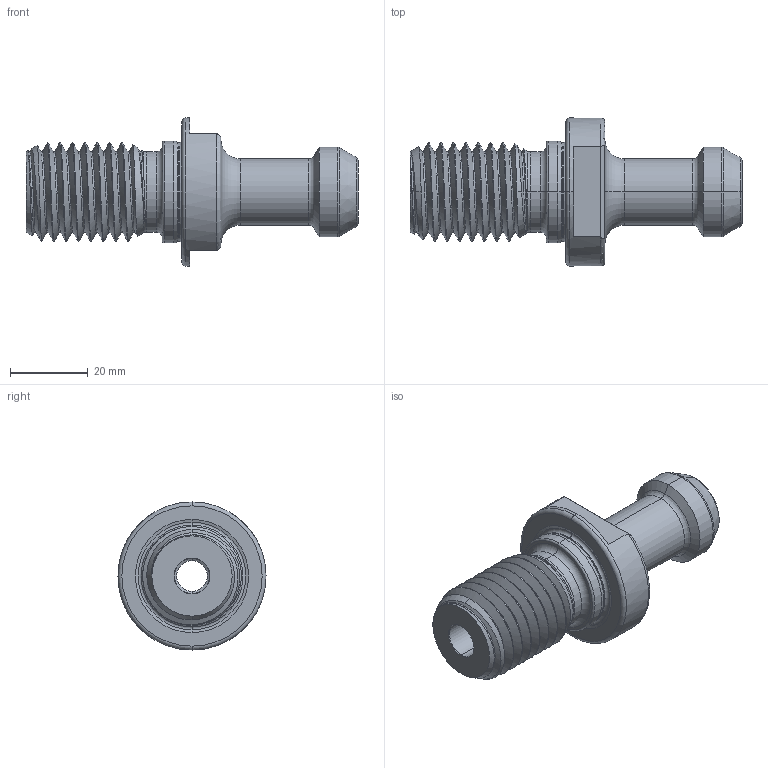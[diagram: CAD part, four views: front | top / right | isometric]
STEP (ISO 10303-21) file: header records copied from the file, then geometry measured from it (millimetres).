
FILE_DESCRIPTION (( 'STEP AP214' ), '1' );
FILE_NAME ('5014TRKC -MF.STEP', '2022-03-17T04:38:27', ( '' ), ( '' ), 'SwSTEP 2.0', 'SolidWorks 2021', '' );
FILE_SCHEMA (( 'AUTOMOTIVE_DESIGN' ));
Length unit declared in the file: millimetre
Products named in the file (1): 5014TRKC -MF
Bounding box: 85.2 x 38 x 38 mm (x, y, z)
Volume: 31865.5 mm3; surface area: 12011.6 mm2
Topology: 1 solids, 1 shells, 90 faces, 209 edges, 124 vertices
Faces by surface type: cylinder 31, torus 22, cone 22, plane 12, bspline 3
Entity records: 6736 total; most frequent: CARTESIAN_POINT 3753, DIRECTION 420, ORIENTED_EDGE 418, EDGE_CURVE 209, AXIS2_PLACEMENT_3D 179, VERTEX_POINT 124, EDGE_LOOP 95, UNCERTAINTY_MEASURE_WITH_UNIT 93
